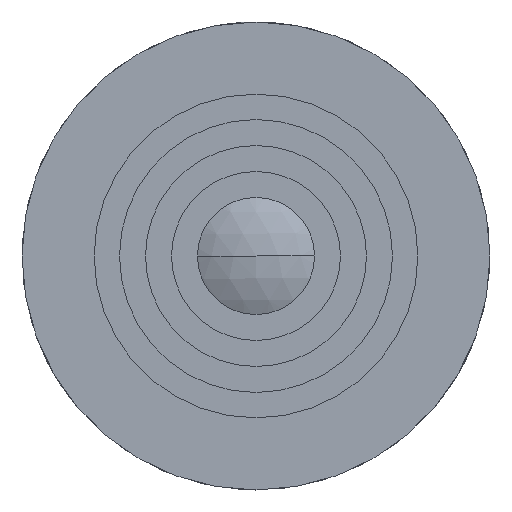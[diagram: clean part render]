
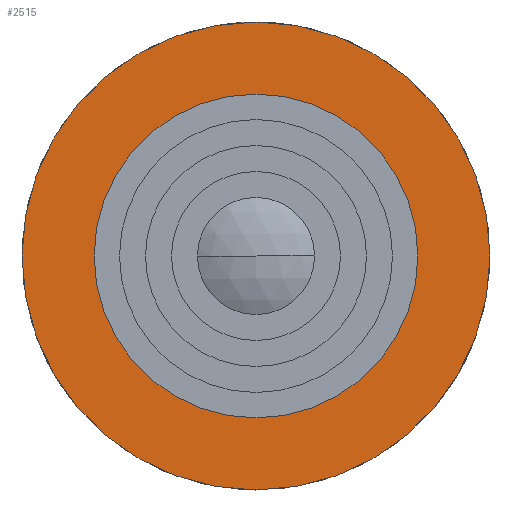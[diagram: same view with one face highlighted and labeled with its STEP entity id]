
A CAD part, left-side view. The second image highlights one B-rep face of the part: STEP entity #2515.
In plain terms, the highlighted planar face has unit normal (-1, 0, 0).
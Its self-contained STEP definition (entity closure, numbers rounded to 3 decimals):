
#30 = PLANE ( 'NONE',  #292 ) ;
#53 = DIRECTION ( 'NONE',  ( -1., 0., 0. ) ) ;
#98 = VERTEX_POINT ( 'NONE', #821 ) ;
#136 = VERTEX_POINT ( 'NONE', #365 ) ;
#175 = ORIENTED_EDGE ( 'NONE', *, *, #1223, .F. ) ;
#185 = DIRECTION ( 'NONE',  ( 0., 0., 1. ) ) ;
#221 = CARTESIAN_POINT ( 'NONE',  ( 0., 0., -18. ) ) ;
#232 = DIRECTION ( 'NONE',  ( -1., 0., 0. ) ) ;
#248 = DIRECTION ( 'NONE',  ( 0., 0., -1. ) ) ;
#292 = AXIS2_PLACEMENT_3D ( 'NONE', #3047, #1745, #248 ) ;
#313 = FACE_BOUND ( 'NONE', #2120, .T. ) ;
#365 = CARTESIAN_POINT ( 'NONE',  ( 0., 0., 18. ) ) ;
#385 = AXIS2_PLACEMENT_3D ( 'NONE', #693, #2139, #185 ) ;
#387 = ORIENTED_EDGE ( 'NONE', *, *, #1909, .F. ) ;
#506 = EDGE_CURVE ( 'NONE', #3185, #136, #1008, .T. ) ;
#537 = CIRCLE ( 'NONE', #3053, 12.45 ) ;
#693 = CARTESIAN_POINT ( 'NONE',  ( 0., 0., 0. ) ) ;
#755 = FACE_OUTER_BOUND ( 'NONE', #1229, .T. ) ;
#821 = CARTESIAN_POINT ( 'NONE',  ( 0., 0., 12.45 ) ) ;
#976 = CIRCLE ( 'NONE', #385, 12.45 ) ;
#1008 = CIRCLE ( 'NONE', #1154, 18. ) ;
#1058 = EDGE_CURVE ( 'NONE', #136, #3185, #2863, .T. ) ;
#1104 = DIRECTION ( 'NONE',  ( -1., 0., 0. ) ) ;
#1154 = AXIS2_PLACEMENT_3D ( 'NONE', #1563, #53, #3071 ) ;
#1223 = EDGE_CURVE ( 'NONE', #1378, #98, #537, .T. ) ;
#1229 = EDGE_LOOP ( 'NONE', ( #2164, #1975 ) ) ;
#1378 = VERTEX_POINT ( 'NONE', #1905 ) ;
#1528 = CARTESIAN_POINT ( 'NONE',  ( 0., 0., 0. ) ) ;
#1563 = CARTESIAN_POINT ( 'NONE',  ( 0., 0., 0. ) ) ;
#1745 = DIRECTION ( 'NONE',  ( 1., 0., 0. ) ) ;
#1862 = AXIS2_PLACEMENT_3D ( 'NONE', #1528, #232, #2238 ) ;
#1905 = CARTESIAN_POINT ( 'NONE',  ( 0., 0., -12.45 ) ) ;
#1909 = EDGE_CURVE ( 'NONE', #98, #1378, #976, .T. ) ;
#1975 = ORIENTED_EDGE ( 'NONE', *, *, #506, .T. ) ;
#2120 = EDGE_LOOP ( 'NONE', ( #387, #175 ) ) ;
#2139 = DIRECTION ( 'NONE',  ( -1., 0., 0. ) ) ;
#2164 = ORIENTED_EDGE ( 'NONE', *, *, #1058, .T. ) ;
#2238 = DIRECTION ( 'NONE',  ( 0., 0., 1. ) ) ;
#2515 = ADVANCED_FACE ( 'NONE', ( #313, #755 ), #30, .F. ) ;
#2613 = CARTESIAN_POINT ( 'NONE',  ( 0., 0., 0. ) ) ;
#2863 = CIRCLE ( 'NONE', #1862, 18. ) ;
#3047 = CARTESIAN_POINT ( 'NONE',  ( 0., 18., 0. ) ) ;
#3049 = DIRECTION ( 'NONE',  ( 0., 0., 1. ) ) ;
#3053 = AXIS2_PLACEMENT_3D ( 'NONE', #2613, #1104, #3049 ) ;
#3071 = DIRECTION ( 'NONE',  ( 0., 0., 1. ) ) ;
#3185 = VERTEX_POINT ( 'NONE', #221 ) ;
